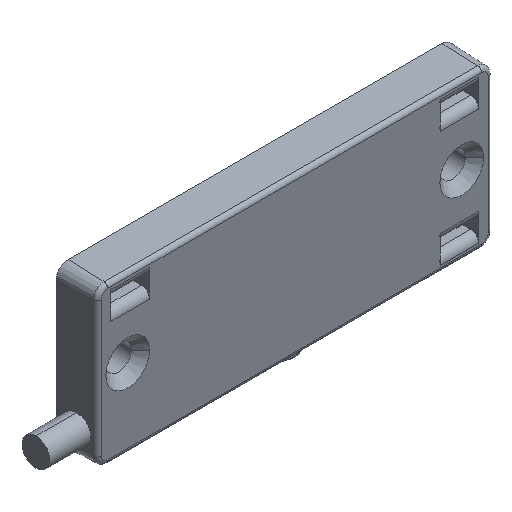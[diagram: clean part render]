
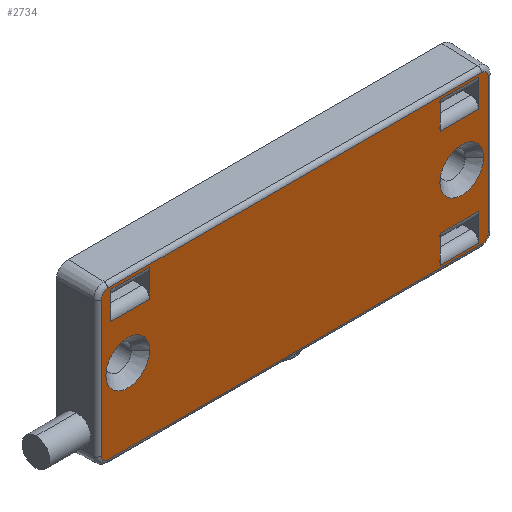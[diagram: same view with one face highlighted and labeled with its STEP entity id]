
A CAD part, isometric view. The second image highlights one B-rep face of the part: STEP entity #2734.
In plain terms, the highlighted planar face has unit normal (0, -1, 0).
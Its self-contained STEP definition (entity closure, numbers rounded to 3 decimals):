
#38=CARTESIAN_POINT('',(23.5,-2.5,8.5));
#39=DIRECTION('',(0.,1.,0.));
#40=DIRECTION('',(0.,0.,1.));
#41=AXIS2_PLACEMENT_3D('',#38,#39,#40);
#47=CARTESIAN_POINT('',(23.5,-2.5,-8.5));
#48=DIRECTION('',(0.,1.,0.));
#49=DIRECTION('',(1.,0.,0.));
#50=AXIS2_PLACEMENT_3D('',#47,#48,#49);
#55=CARTESIAN_POINT('',(-23.5,-2.5,-8.5));
#56=DIRECTION('',(0.,1.,0.));
#57=DIRECTION('',(0.,0.,-1.));
#58=AXIS2_PLACEMENT_3D('',#55,#56,#57);
#63=CARTESIAN_POINT('',(-23.5,-2.5,8.5));
#64=DIRECTION('',(0.,1.,0.));
#65=DIRECTION('',(-1.,0.,0.));
#66=AXIS2_PLACEMENT_3D('',#63,#64,#65);
#71=CARTESIAN_POINT('',(-21.,-2.5,0.));
#72=DIRECTION('',(0.,-1.,0.));
#73=DIRECTION('',(-1.,0.,0.));
#74=AXIS2_PLACEMENT_3D('',#71,#72,#73);
#79=CARTESIAN_POINT('',(-21.,-2.5,0.));
#80=DIRECTION('',(0.,-1.,0.));
#81=DIRECTION('',(1.,0.,0.));
#82=AXIS2_PLACEMENT_3D('',#79,#80,#81);
#87=DIRECTION('',(0.,0.,-1.));
#88=VECTOR('',#87,3.461);
#89=CARTESIAN_POINT('',(-23.113,-2.5,9.03));
#90=LINE('',#89,#88);
#94=DIRECTION('',(0.,0.,1.));
#95=VECTOR('',#94,3.461);
#96=CARTESIAN_POINT('',(-18.287,-2.5,5.57));
#97=LINE('',#96,#95);
#101=DIRECTION('',(0.,0.,1.));
#102=VECTOR('',#101,3.461);
#103=CARTESIAN_POINT('',(23.113,-2.5,-9.03));
#104=LINE('',#103,#102);
#108=DIRECTION('',(0.,0.,-1.));
#109=VECTOR('',#108,3.461);
#110=CARTESIAN_POINT('',(18.287,-2.5,-5.57));
#111=LINE('',#110,#109);
#115=DIRECTION('',(0.,0.,1.));
#116=VECTOR('',#115,3.461);
#117=CARTESIAN_POINT('',(23.113,-2.5,5.57));
#118=LINE('',#117,#116);
#122=DIRECTION('',(0.,0.,-1.));
#123=VECTOR('',#122,3.461);
#124=CARTESIAN_POINT('',(18.287,-2.5,9.03));
#125=LINE('',#124,#123);
#129=CARTESIAN_POINT('',(21.,-2.5,0.));
#130=DIRECTION('',(0.,-1.,0.));
#131=DIRECTION('',(-1.,0.,0.));
#132=AXIS2_PLACEMENT_3D('',#129,#130,#131);
#137=CARTESIAN_POINT('',(21.,-2.5,0.));
#138=DIRECTION('',(0.,-1.,0.));
#139=DIRECTION('',(1.,0.,0.));
#140=AXIS2_PLACEMENT_3D('',#137,#138,#139);
#169=DIRECTION('',(-1.,0.,0.));
#170=VECTOR('',#169,47.);
#171=CARTESIAN_POINT('',(23.5,-2.5,9.343));
#172=LINE('',#171,#170);
#207=DIRECTION('',(0.,0.,-1.));
#208=VECTOR('',#207,17.);
#209=CARTESIAN_POINT('',(-24.343,-2.5,8.5));
#210=LINE('',#209,#208);
#252=DIRECTION('',(1.,0.,0.));
#253=VECTOR('',#252,47.);
#254=CARTESIAN_POINT('',(-23.5,-2.5,-9.343));
#255=LINE('',#254,#253);
#447=DIRECTION('',(0.,0.,1.));
#448=VECTOR('',#447,17.);
#449=CARTESIAN_POINT('',(24.343,-2.5,-8.5));
#450=LINE('',#449,#448);
#1648=DIRECTION('',(1.,0.,0.));
#1649=VECTOR('',#1648,4.825);
#1650=CARTESIAN_POINT('',(18.287,-2.5,9.03));
#1651=LINE('',#1650,#1649);
#1742=DIRECTION('',(-1.,0.,0.));
#1743=VECTOR('',#1742,4.825);
#1744=CARTESIAN_POINT('',(23.113,-2.5,5.57));
#1745=LINE('',#1744,#1743);
#1836=DIRECTION('',(1.,0.,0.));
#1837=VECTOR('',#1836,4.825);
#1838=CARTESIAN_POINT('',(18.287,-2.5,-5.57));
#1839=LINE('',#1838,#1837);
#1930=DIRECTION('',(-1.,0.,0.));
#1931=VECTOR('',#1930,4.825);
#1932=CARTESIAN_POINT('',(23.113,-2.5,-9.03));
#1933=LINE('',#1932,#1931);
#2024=DIRECTION('',(1.,0.,0.));
#2025=VECTOR('',#2024,4.825);
#2026=CARTESIAN_POINT('',(-23.113,-2.5,9.03));
#2027=LINE('',#2026,#2025);
#2104=DIRECTION('',(-1.,0.,0.));
#2105=VECTOR('',#2104,4.825);
#2106=CARTESIAN_POINT('',(-18.287,-2.5,5.57));
#2107=LINE('',#2106,#2105);
#2328=CARTESIAN_POINT('',(23.5,-2.5,9.343));
#2329=CARTESIAN_POINT('',(24.343,-2.5,8.5));
#2330=VERTEX_POINT('',#2328);
#2331=VERTEX_POINT('',#2329);
#2332=CARTESIAN_POINT('',(24.343,-2.5,-8.5));
#2333=VERTEX_POINT('',#2332);
#2334=CARTESIAN_POINT('',(23.5,-2.5,-9.343));
#2335=VERTEX_POINT('',#2334);
#2336=CARTESIAN_POINT('',(-23.5,-2.5,-9.343));
#2337=VERTEX_POINT('',#2336);
#2338=CARTESIAN_POINT('',(-24.343,-2.5,-8.5));
#2339=VERTEX_POINT('',#2338);
#2340=CARTESIAN_POINT('',(-24.343,-2.5,8.5));
#2341=VERTEX_POINT('',#2340);
#2342=CARTESIAN_POINT('',(-23.5,-2.5,9.343));
#2343=VERTEX_POINT('',#2342);
#2344=CARTESIAN_POINT('',(-23.75,-2.5,0.));
#2345=CARTESIAN_POINT('',(-18.25,-2.5,0.));
#2346=VERTEX_POINT('',#2344);
#2347=VERTEX_POINT('',#2345);
#2348=CARTESIAN_POINT('',(-23.113,-2.5,9.03));
#2349=CARTESIAN_POINT('',(-18.287,-2.5,9.03));
#2350=VERTEX_POINT('',#2348);
#2351=VERTEX_POINT('',#2349);
#2352=CARTESIAN_POINT('',(-23.113,-2.5,5.57));
#2353=VERTEX_POINT('',#2352);
#2354=CARTESIAN_POINT('',(-18.287,-2.5,5.57));
#2355=VERTEX_POINT('',#2354);
#2356=CARTESIAN_POINT('',(23.113,-2.5,-9.03));
#2357=CARTESIAN_POINT('',(18.287,-2.5,-9.03));
#2358=VERTEX_POINT('',#2356);
#2359=VERTEX_POINT('',#2357);
#2360=CARTESIAN_POINT('',(23.113,-2.5,-5.57));
#2361=VERTEX_POINT('',#2360);
#2362=CARTESIAN_POINT('',(18.287,-2.5,-5.57));
#2363=VERTEX_POINT('',#2362);
#2364=CARTESIAN_POINT('',(23.113,-2.5,5.57));
#2365=CARTESIAN_POINT('',(18.287,-2.5,5.57));
#2366=VERTEX_POINT('',#2364);
#2367=VERTEX_POINT('',#2365);
#2368=CARTESIAN_POINT('',(23.113,-2.5,9.03));
#2369=VERTEX_POINT('',#2368);
#2370=CARTESIAN_POINT('',(18.287,-2.5,9.03));
#2371=VERTEX_POINT('',#2370);
#2372=CARTESIAN_POINT('',(18.25,-2.5,0.));
#2373=CARTESIAN_POINT('',(23.75,-2.5,0.));
#2374=VERTEX_POINT('',#2372);
#2375=VERTEX_POINT('',#2373);
#2669=CARTESIAN_POINT('',(0.,-2.5,0.));
#2670=DIRECTION('',(0.,1.,0.));
#2671=DIRECTION('',(1.,0.,0.));
#2672=AXIS2_PLACEMENT_3D('',#2669,#2670,#2671);
#2673=PLANE('',#2672);
#2675=ORIENTED_EDGE('',*,*,#2674,.T.);
#2677=ORIENTED_EDGE('',*,*,#2676,.F.);
#2679=ORIENTED_EDGE('',*,*,#2678,.T.);
#2681=ORIENTED_EDGE('',*,*,#2680,.F.);
#2683=ORIENTED_EDGE('',*,*,#2682,.T.);
#2685=ORIENTED_EDGE('',*,*,#2684,.F.);
#2687=ORIENTED_EDGE('',*,*,#2686,.T.);
#2689=ORIENTED_EDGE('',*,*,#2688,.F.);
#2690=EDGE_LOOP('',(#2675,#2677,#2679,#2681,#2683,#2685,#2687,#2689));
#2691=FACE_OUTER_BOUND('',#2690,.F.);
#2693=ORIENTED_EDGE('',*,*,#2692,.T.);
#2695=ORIENTED_EDGE('',*,*,#2694,.T.);
#2696=EDGE_LOOP('',(#2693,#2695));
#2697=FACE_BOUND('',#2696,.F.);
#2699=ORIENTED_EDGE('',*,*,#2698,.F.);
#2701=ORIENTED_EDGE('',*,*,#2700,.T.);
#2703=ORIENTED_EDGE('',*,*,#2702,.F.);
#2705=ORIENTED_EDGE('',*,*,#2704,.T.);
#2706=EDGE_LOOP('',(#2699,#2701,#2703,#2705));
#2707=FACE_BOUND('',#2706,.F.);
#2709=ORIENTED_EDGE('',*,*,#2708,.F.);
#2711=ORIENTED_EDGE('',*,*,#2710,.T.);
#2713=ORIENTED_EDGE('',*,*,#2712,.F.);
#2715=ORIENTED_EDGE('',*,*,#2714,.T.);
#2716=EDGE_LOOP('',(#2709,#2711,#2713,#2715));
#2717=FACE_BOUND('',#2716,.F.);
#2719=ORIENTED_EDGE('',*,*,#2718,.F.);
#2721=ORIENTED_EDGE('',*,*,#2720,.T.);
#2723=ORIENTED_EDGE('',*,*,#2722,.F.);
#2725=ORIENTED_EDGE('',*,*,#2724,.T.);
#2726=EDGE_LOOP('',(#2719,#2721,#2723,#2725));
#2727=FACE_BOUND('',#2726,.F.);
#2729=ORIENTED_EDGE('',*,*,#2728,.T.);
#2731=ORIENTED_EDGE('',*,*,#2730,.T.);
#2732=EDGE_LOOP('',(#2729,#2731));
#2733=FACE_BOUND('',#2732,.F.);
#2734=ADVANCED_FACE('',(#2691,#2697,#2707,#2717,#2727,#2733),#2673,.F.);
#42=CIRCLE('',#41,0.843);
#51=CIRCLE('',#50,0.843);
#59=CIRCLE('',#58,0.843);
#67=CIRCLE('',#66,0.843);
#75=CIRCLE('',#74,2.75);
#83=CIRCLE('',#82,2.75);
#133=CIRCLE('',#132,2.75);
#141=CIRCLE('',#140,2.75);
#2674=EDGE_CURVE('',#2330,#2331,#42,.T.);
#2676=EDGE_CURVE('',#2333,#2331,#450,.T.);
#2678=EDGE_CURVE('',#2333,#2335,#51,.T.);
#2680=EDGE_CURVE('',#2337,#2335,#255,.T.);
#2682=EDGE_CURVE('',#2337,#2339,#59,.T.);
#2684=EDGE_CURVE('',#2341,#2339,#210,.T.);
#2686=EDGE_CURVE('',#2341,#2343,#67,.T.);
#2688=EDGE_CURVE('',#2330,#2343,#172,.T.);
#2692=EDGE_CURVE('',#2346,#2347,#75,.T.);
#2694=EDGE_CURVE('',#2347,#2346,#83,.T.);
#2698=EDGE_CURVE('',#2350,#2351,#2027,.T.);
#2700=EDGE_CURVE('',#2350,#2353,#90,.T.);
#2702=EDGE_CURVE('',#2355,#2353,#2107,.T.);
#2704=EDGE_CURVE('',#2355,#2351,#97,.T.);
#2708=EDGE_CURVE('',#2358,#2359,#1933,.T.);
#2710=EDGE_CURVE('',#2358,#2361,#104,.T.);
#2712=EDGE_CURVE('',#2363,#2361,#1839,.T.);
#2714=EDGE_CURVE('',#2363,#2359,#111,.T.);
#2718=EDGE_CURVE('',#2366,#2367,#1745,.T.);
#2720=EDGE_CURVE('',#2366,#2369,#118,.T.);
#2722=EDGE_CURVE('',#2371,#2369,#1651,.T.);
#2724=EDGE_CURVE('',#2371,#2367,#125,.T.);
#2728=EDGE_CURVE('',#2374,#2375,#133,.T.);
#2730=EDGE_CURVE('',#2375,#2374,#141,.T.);
